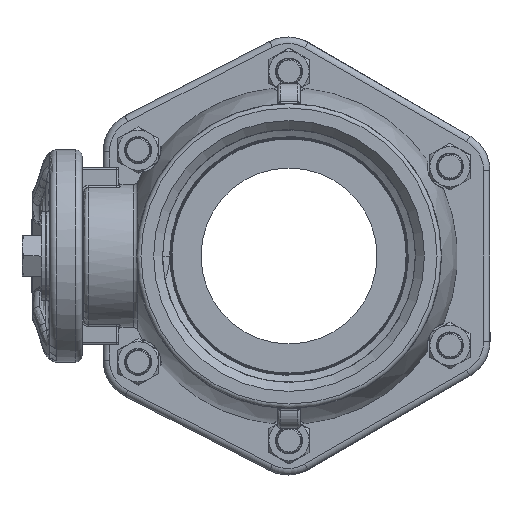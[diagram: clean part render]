
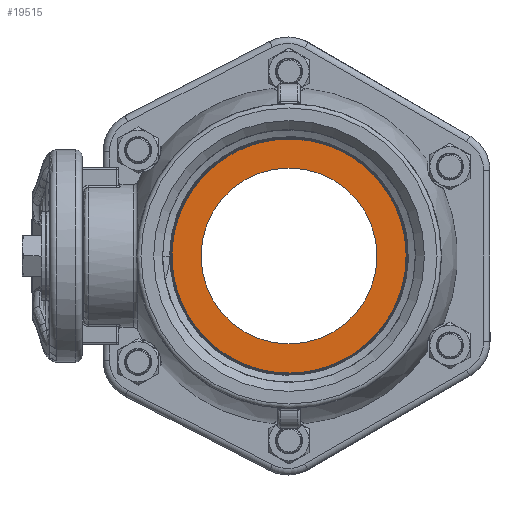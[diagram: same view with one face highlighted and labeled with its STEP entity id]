
A CAD part, left-side view. The second image highlights one B-rep face of the part: STEP entity #19515.
In plain terms, the highlighted planar face has unit normal (-1, 0, 0).
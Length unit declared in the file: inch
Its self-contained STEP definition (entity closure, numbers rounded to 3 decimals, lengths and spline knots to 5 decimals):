
#666=B_SPLINE_CURVE_WITH_KNOTS('',3,(#32111,#32112,#32113,#32114,#32115,
#32116,#32117,#32118,#32119,#32120,#32121,#32122,#32123,#32124,#32125,#32126,
#32127,#32128,#32129,#32130,#32131,#32132,#32133,#32134,#32135,#32136,#32137,
#32138,#32139,#32140,#32141),.UNSPECIFIED.,.F.,.F.,(4,3,3,3,3,3,3,3,3,3,
4),(0.,1.64524,2.15922,4.29913,6.24233,
6.41852,7.9281,8.51635,10.37118,10.59374,
12.09799),.UNSPECIFIED.);
#667=B_SPLINE_CURVE_WITH_KNOTS('',3,(#32579,#32580,#32581,#32582),
 .UNSPECIFIED.,.F.,.F.,(4,4),(0.,1.25485),.UNSPECIFIED.);
#669=B_SPLINE_CURVE_WITH_KNOTS('',3,(#33121,#33122,#33123,#33124,#33125,
#33126,#33127,#33128,#33129,#33130,#33131,#33132,#33133,#33134,#33135,#33136,
#33137,#33138,#33139,#33140,#33141,#33142,#33143,#33144,#33145,#33146,#33147,
#33148),.UNSPECIFIED.,.F.,.F.,(4,3,3,3,3,3,3,3,3,4),(0.,1.79359,
2.09391,4.2107,6.06848,6.34897,8.50778,
10.22807,10.68941,11.63906),.UNSPECIFIED.);
#1155=FACE_BOUND('',#3148,.T.);
#1883=FACE_OUTER_BOUND('',#3147,.T.);
#3147=EDGE_LOOP('',(#14127,#14128,#14129,#14130));
#3148=EDGE_LOOP('',(#14131));
#4527=CIRCLE('',#20939,1.73254);
#4538=CIRCLE('',#20979,1.23);
#8585=VERTEX_POINT('',#31884);
#8586=VERTEX_POINT('',#32000);
#8587=VERTEX_POINT('',#32578);
#8588=VERTEX_POINT('',#33120);
#8596=VERTEX_POINT('',#33497);
#10641=EDGE_CURVE('',#8585,#8586,#666,.T.);
#10642=EDGE_CURVE('',#8586,#8587,#667,.T.);
#10644=EDGE_CURVE('',#8587,#8588,#669,.T.);
#10646=EDGE_CURVE('',#8588,#8585,#4527,.T.);
#10659=EDGE_CURVE('',#8596,#8596,#4538,.T.);
#14127=ORIENTED_EDGE('',*,*,#10644,.T.);
#14128=ORIENTED_EDGE('',*,*,#10646,.T.);
#14129=ORIENTED_EDGE('',*,*,#10641,.T.);
#14130=ORIENTED_EDGE('',*,*,#10642,.T.);
#14131=ORIENTED_EDGE('',*,*,#10659,.F.);
#18791=PLANE('',#20978);
#19515=ADVANCED_FACE('',(#1883,#1155),#18791,.T.);
#20939=AXIS2_PLACEMENT_3D('',#33448,#23486,#23487);
#20978=AXIS2_PLACEMENT_3D('',#33496,#23566,#23567);
#20979=AXIS2_PLACEMENT_3D('',#33498,#23568,#23569);
#23486=DIRECTION('center_axis',(-1.,0.,0.));
#23487=DIRECTION('ref_axis',(0.,0.,1.));
#23566=DIRECTION('center_axis',(-1.,0.,0.));
#23567=DIRECTION('ref_axis',(0.,0.,1.));
#23568=DIRECTION('center_axis',(-1.,0.,0.));
#23569=DIRECTION('ref_axis',(0.,0.,1.));
#31884=CARTESIAN_POINT('',(-2.84,0.10879,-1.72912));
#32000=CARTESIAN_POINT('',(-2.84,-0.61905,1.51568));
#32111=CARTESIAN_POINT('Ctrl Pts',(-2.84,0.10879,-1.72912));
#32112=CARTESIAN_POINT('Ctrl Pts',(-2.84,-0.10692,-1.73847));
#32113=CARTESIAN_POINT('Ctrl Pts',(-2.84,-0.3224,-1.7071));
#32114=CARTESIAN_POINT('Ctrl Pts',(-2.84,-0.52647,-1.63729));
#32115=CARTESIAN_POINT('Ctrl Pts',(-2.84,-0.59022,-1.61549));
#32116=CARTESIAN_POINT('Ctrl Pts',(-2.84,-0.65265,-1.58994));
#32117=CARTESIAN_POINT('Ctrl Pts',(-2.84,-0.71318,-1.56083));
#32118=CARTESIAN_POINT('Ctrl Pts',(-2.84,-0.96519,-1.43964));
#32119=CARTESIAN_POINT('Ctrl Pts',(-2.84,-1.18735,-1.25505));
#32120=CARTESIAN_POINT('Ctrl Pts',(-2.84,-1.3521,-1.02948));
#32121=CARTESIAN_POINT('Ctrl Pts',(-2.84,-1.50171,-0.82465));
#32122=CARTESIAN_POINT('Ctrl Pts',(-2.84,-1.60481,-0.58475));
#32123=CARTESIAN_POINT('Ctrl Pts',(-2.84,-1.65046,-0.33514));
#32124=CARTESIAN_POINT('Ctrl Pts',(-2.84,-1.6546,-0.31251));
#32125=CARTESIAN_POINT('Ctrl Pts',(-2.84,-1.65827,-0.28978));
#32126=CARTESIAN_POINT('Ctrl Pts',(-2.84,-1.66147,-0.26698));
#32127=CARTESIAN_POINT('Ctrl Pts',(-2.84,-1.68884,-0.07158));
#32128=CARTESIAN_POINT('Ctrl Pts',(-2.84,-1.68109,0.12894));
#32129=CARTESIAN_POINT('Ctrl Pts',(-2.84,-1.6394,0.32165));
#32130=CARTESIAN_POINT('Ctrl Pts',(-2.84,-1.62316,0.39675));
#32131=CARTESIAN_POINT('Ctrl Pts',(-2.84,-1.6017,0.47092));
#32132=CARTESIAN_POINT('Ctrl Pts',(-2.84,-1.57511,0.54323));
#32133=CARTESIAN_POINT('Ctrl Pts',(-2.84,-1.49126,0.77124));
#32134=CARTESIAN_POINT('Ctrl Pts',(-2.84,-1.35726,0.97944));
#32135=CARTESIAN_POINT('Ctrl Pts',(-2.84,-1.18475,1.15025));
#32136=CARTESIAN_POINT('Ctrl Pts',(-2.84,-1.16405,1.17074));
#32137=CARTESIAN_POINT('Ctrl Pts',(-2.84,-1.14281,1.19068));
#32138=CARTESIAN_POINT('Ctrl Pts',(-2.84,-1.12105,1.21002));
#32139=CARTESIAN_POINT('Ctrl Pts',(-2.84,-0.97397,1.34078));
#32140=CARTESIAN_POINT('Ctrl Pts',(-2.84,-0.80299,1.44472));
#32141=CARTESIAN_POINT('Ctrl Pts',(-2.84,-0.619,1.51566));
#32578=CARTESIAN_POINT('',(-2.84,-0.1409,1.63134));
#32579=CARTESIAN_POINT('Ctrl Pts',(-2.84,-0.61905,1.51568));
#32580=CARTESIAN_POINT('Ctrl Pts',(-2.84,-0.46662,1.578));
#32581=CARTESIAN_POINT('Ctrl Pts',(-2.84,-0.30488,1.61683));
#32582=CARTESIAN_POINT('Ctrl Pts',(-2.84,-0.14083,1.63119));
#33120=CARTESIAN_POINT('',(-2.84,0.85438,-1.50723));
#33121=CARTESIAN_POINT('Ctrl Pts',(-2.84,-0.1409,1.63134));
#33122=CARTESIAN_POINT('Ctrl Pts',(-2.84,0.09311,1.65661));
#33123=CARTESIAN_POINT('Ctrl Pts',(-2.84,0.33086,1.63068));
#33124=CARTESIAN_POINT('Ctrl Pts',(-2.84,0.55392,1.55688));
#33125=CARTESIAN_POINT('Ctrl Pts',(-2.84,0.59128,1.54452));
#33126=CARTESIAN_POINT('Ctrl Pts',(-2.84,0.62813,1.53084));
#33127=CARTESIAN_POINT('Ctrl Pts',(-2.84,0.66441,1.51585));
#33128=CARTESIAN_POINT('Ctrl Pts',(-2.84,0.92012,1.4102));
#33129=CARTESIAN_POINT('Ctrl Pts',(-2.84,1.14915,1.23857));
#33130=CARTESIAN_POINT('Ctrl Pts',(-2.84,1.32292,1.02343));
#33131=CARTESIAN_POINT('Ctrl Pts',(-2.84,1.47543,0.83461));
#33132=CARTESIAN_POINT('Ctrl Pts',(-2.84,1.58627,0.6111));
#33133=CARTESIAN_POINT('Ctrl Pts',(-2.84,1.64544,0.37551));
#33134=CARTESIAN_POINT('Ctrl Pts',(-2.84,1.65437,0.33994));
#33135=CARTESIAN_POINT('Ctrl Pts',(-2.84,1.66214,0.30406));
#33136=CARTESIAN_POINT('Ctrl Pts',(-2.84,1.66872,0.26792));
#33137=CARTESIAN_POINT('Ctrl Pts',(-2.84,1.71932,-0.01023));
#33138=CARTESIAN_POINT('Ctrl Pts',(-2.84,1.69867,-0.301));
#33139=CARTESIAN_POINT('Ctrl Pts',(-2.84,1.60982,-0.56956));
#33140=CARTESIAN_POINT('Ctrl Pts',(-2.84,1.53902,-0.78358));
#33141=CARTESIAN_POINT('Ctrl Pts',(-2.84,1.42528,-0.98268));
#33142=CARTESIAN_POINT('Ctrl Pts',(-2.84,1.27782,-1.15327));
#33143=CARTESIAN_POINT('Ctrl Pts',(-2.84,1.23828,-1.19902));
#33144=CARTESIAN_POINT('Ctrl Pts',(-2.84,1.1964,-1.2426));
#33145=CARTESIAN_POINT('Ctrl Pts',(-2.84,1.15233,-1.28381));
#33146=CARTESIAN_POINT('Ctrl Pts',(-2.84,1.06162,-1.36862));
#33147=CARTESIAN_POINT('Ctrl Pts',(-2.84,0.96165,-1.44341));
#33148=CARTESIAN_POINT('Ctrl Pts',(-2.84,0.85432,-1.5071));
#33448=CARTESIAN_POINT('Origin',(-2.84,0.,0.));
#33496=CARTESIAN_POINT('Origin',(-2.84,-1.23,0.));
#33497=CARTESIAN_POINT('',(-2.84,-1.23,0.));
#33498=CARTESIAN_POINT('Origin',(-2.84,0.,0.));
